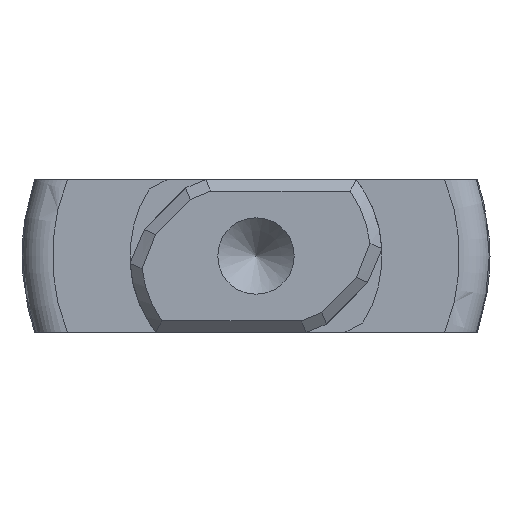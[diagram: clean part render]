
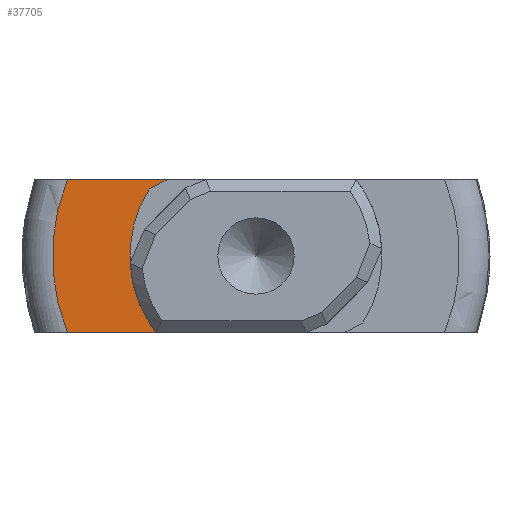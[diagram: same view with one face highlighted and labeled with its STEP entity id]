
A CAD part, left-side view. The second image highlights one B-rep face of the part: STEP entity #37705.
In plain terms, the highlighted planar face has unit normal (-1, 0, 0).
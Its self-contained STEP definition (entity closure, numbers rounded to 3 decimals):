
#722 = PLANE('',#723);
#723 = AXIS2_PLACEMENT_3D('',#724,#725,#726);
#724 = CARTESIAN_POINT('',(-6.25,-6.25,2.));
#725 = DIRECTION('',(0.,0.,1.));
#726 = DIRECTION('',(0.,1.,0.));
#16437 = VERTEX_POINT('',#16438);
#16438 = CARTESIAN_POINT('',(0.,4.94,2.));
#16472 = TOROIDAL_SURFACE('',#16473,5.329,0.8);
#16473 = AXIS2_PLACEMENT_3D('',#16474,#16475,#16476);
#16474 = CARTESIAN_POINT('',(0.8,0.,0.));
#16475 = DIRECTION('',(1.,0.,0.));
#16476 = DIRECTION('',(0.,0.,-1.));
#16506 = EDGE_CURVE('',#16437,#16507,#16509,.T.);
#16507 = VERTEX_POINT('',#16508);
#16508 = CARTESIAN_POINT('',(0.,2.327,2.));
#16509 = SURFACE_CURVE('',#16510,(#16514,#16521),.PCURVE_S1.);
#16510 = LINE('',#16511,#16512);
#16511 = CARTESIAN_POINT('',(0.,5.79,2.));
#16512 = VECTOR('',#16513,1.);
#16513 = DIRECTION('',(0.,-1.,0.));
#16514 = PCURVE('',#722,#16515);
#16515 = DEFINITIONAL_REPRESENTATION('',(#16516),#16520);
#16516 = LINE('',#16517,#16518);
#16517 = CARTESIAN_POINT('',(12.04,-6.25));
#16518 = VECTOR('',#16519,1.);
#16519 = DIRECTION('',(-1.,-0.));
#16520 = ( GEOMETRIC_REPRESENTATION_CONTEXT(2) 
PARAMETRIC_REPRESENTATION_CONTEXT() REPRESENTATION_CONTEXT('2D SPACE',''
  ) );
#16521 = PCURVE('',#16522,#16527);
#16522 = PLANE('',#16523);
#16523 = AXIS2_PLACEMENT_3D('',#16524,#16525,#16526);
#16524 = CARTESIAN_POINT('',(0.,5.329,
    0.));
#16525 = DIRECTION('',(-1.,0.,0.));
#16526 = DIRECTION('',(0.,0.,1.));
#16527 = DEFINITIONAL_REPRESENTATION('',(#16528),#16532);
#16528 = LINE('',#16529,#16530);
#16529 = CARTESIAN_POINT('',(2.,0.46));
#16530 = VECTOR('',#16531,1.);
#16531 = DIRECTION('',(0.,-1.));
#16532 = ( GEOMETRIC_REPRESENTATION_CONTEXT(2) 
PARAMETRIC_REPRESENTATION_CONTEXT() REPRESENTATION_CONTEXT('2D SPACE',''
  ) );
#16550 = PLANE('',#16551);
#16551 = AXIS2_PLACEMENT_3D('',#16552,#16553,#16554);
#16552 = CARTESIAN_POINT('',(-58.625,2.561,1.878));
#16553 = DIRECTION('',(0.,0.464,0.886
    ));
#16554 = DIRECTION('',(1.,0.,0.));
#33897 = PLANE('',#33898);
#33898 = AXIS2_PLACEMENT_3D('',#33899,#33900,#33901);
#33899 = CARTESIAN_POINT('',(-6.25,6.25,-2.));
#33900 = DIRECTION('',(0.,0.,-1.));
#33901 = DIRECTION('',(0.,-1.,0.));
#35986 = PLANE('',#35987);
#35987 = AXIS2_PLACEMENT_3D('',#35988,#35989,#35990);
#35988 = CARTESIAN_POINT('',(-58.625,2.561,-1.878));
#35989 = DIRECTION('',(0.,0.464,
    -0.886));
#35990 = DIRECTION('',(-1.,0.,0.));
#36006 = VERTEX_POINT('',#36007);
#36007 = CARTESIAN_POINT('',(0.,2.795,
    -1.755));
#36021 = CYLINDRICAL_SURFACE('',#36022,3.3);
#36022 = AXIS2_PLACEMENT_3D('',#36023,#36024,#36025);
#36023 = CARTESIAN_POINT('',(-58.625,0.,
    0.));
#36024 = DIRECTION('',(1.,0.,0.));
#36025 = DIRECTION('',(0.,1.,0.));
#36033 = EDGE_CURVE('',#36034,#36006,#36036,.T.);
#36034 = VERTEX_POINT('',#36035);
#36035 = CARTESIAN_POINT('',(0.,2.327,-2.));
#36036 = SURFACE_CURVE('',#36037,(#36041,#36048),.PCURVE_S1.);
#36037 = LINE('',#36038,#36039);
#36038 = CARTESIAN_POINT('',(0.,4.033,-1.107));
#36039 = VECTOR('',#36040,1.);
#36040 = DIRECTION('',(0.,0.886,0.464
    ));
#36041 = PCURVE('',#35986,#36042);
#36042 = DEFINITIONAL_REPRESENTATION('',(#36043),#36047);
#36043 = LINE('',#36044,#36045);
#36044 = CARTESIAN_POINT('',(-58.625,1.662));
#36045 = VECTOR('',#36046,1.);
#36046 = DIRECTION('',(0.,1.));
#36047 = ( GEOMETRIC_REPRESENTATION_CONTEXT(2) 
PARAMETRIC_REPRESENTATION_CONTEXT() REPRESENTATION_CONTEXT('2D SPACE',''
  ) );
#36048 = PCURVE('',#16522,#36049);
#36049 = DEFINITIONAL_REPRESENTATION('',(#36050),#36054);
#36050 = LINE('',#36051,#36052);
#36051 = CARTESIAN_POINT('',(-1.107,-1.296));
#36052 = VECTOR('',#36053,1.);
#36053 = DIRECTION('',(0.464,0.886));
#36054 = ( GEOMETRIC_REPRESENTATION_CONTEXT(2) 
PARAMETRIC_REPRESENTATION_CONTEXT() REPRESENTATION_CONTEXT('2D SPACE',''
  ) );
#36542 = EDGE_CURVE('',#36034,#36543,#36545,.T.);
#36543 = VERTEX_POINT('',#36544);
#36544 = CARTESIAN_POINT('',(0.,4.94,-2.));
#36545 = SURFACE_CURVE('',#36546,(#36550,#36557),.PCURVE_S1.);
#36546 = LINE('',#36547,#36548);
#36547 = CARTESIAN_POINT('',(0.,-0.46,-2.));
#36548 = VECTOR('',#36549,1.);
#36549 = DIRECTION('',(0.,1.,0.));
#36550 = PCURVE('',#33897,#36551);
#36551 = DEFINITIONAL_REPRESENTATION('',(#36552),#36556);
#36552 = LINE('',#36553,#36554);
#36553 = CARTESIAN_POINT('',(6.71,-6.25));
#36554 = VECTOR('',#36555,1.);
#36555 = DIRECTION('',(-1.,-0.));
#36556 = ( GEOMETRIC_REPRESENTATION_CONTEXT(2) 
PARAMETRIC_REPRESENTATION_CONTEXT() REPRESENTATION_CONTEXT('2D SPACE',''
  ) );
#36557 = PCURVE('',#16522,#36558);
#36558 = DEFINITIONAL_REPRESENTATION('',(#36559),#36563);
#36559 = LINE('',#36560,#36561);
#36560 = CARTESIAN_POINT('',(-2.,-5.79));
#36561 = VECTOR('',#36562,1.);
#36562 = DIRECTION('',(0.,1.));
#36563 = ( GEOMETRIC_REPRESENTATION_CONTEXT(2) 
PARAMETRIC_REPRESENTATION_CONTEXT() REPRESENTATION_CONTEXT('2D SPACE',''
  ) );
#37186 = EDGE_CURVE('',#37187,#16507,#37189,.T.);
#37187 = VERTEX_POINT('',#37188);
#37188 = CARTESIAN_POINT('',(0.,2.795,
    1.755));
#37189 = SURFACE_CURVE('',#37190,(#37194,#37201),.PCURVE_S1.);
#37190 = LINE('',#37191,#37192);
#37191 = CARTESIAN_POINT('',(0.,4.033,1.107));
#37192 = VECTOR('',#37193,1.);
#37193 = DIRECTION('',(0.,-0.886,
    0.464));
#37194 = PCURVE('',#16550,#37195);
#37195 = DEFINITIONAL_REPRESENTATION('',(#37196),#37200);
#37196 = LINE('',#37197,#37198);
#37197 = CARTESIAN_POINT('',(58.625,1.662));
#37198 = VECTOR('',#37199,1.);
#37199 = DIRECTION('',(0.,-1.));
#37200 = ( GEOMETRIC_REPRESENTATION_CONTEXT(2) 
PARAMETRIC_REPRESENTATION_CONTEXT() REPRESENTATION_CONTEXT('2D SPACE',''
  ) );
#37201 = PCURVE('',#16522,#37202);
#37202 = DEFINITIONAL_REPRESENTATION('',(#37203),#37207);
#37203 = LINE('',#37204,#37205);
#37204 = CARTESIAN_POINT('',(1.107,-1.296));
#37205 = VECTOR('',#37206,1.);
#37206 = DIRECTION('',(0.464,-0.886));
#37207 = ( GEOMETRIC_REPRESENTATION_CONTEXT(2) 
PARAMETRIC_REPRESENTATION_CONTEXT() REPRESENTATION_CONTEXT('2D SPACE',''
  ) );
#37236 = EDGE_CURVE('',#36006,#37187,#37237,.T.);
#37237 = SURFACE_CURVE('',#37238,(#37243,#37250),.PCURVE_S1.);
#37238 = CIRCLE('',#37239,3.3);
#37239 = AXIS2_PLACEMENT_3D('',#37240,#37241,#37242);
#37240 = CARTESIAN_POINT('',(0.,0.,
    0.));
#37241 = DIRECTION('',(1.,0.,0.));
#37242 = DIRECTION('',(0.,0.,1.));
#37243 = PCURVE('',#36021,#37244);
#37244 = DEFINITIONAL_REPRESENTATION('',(#37245),#37249);
#37245 = LINE('',#37246,#37247);
#37246 = CARTESIAN_POINT('',(1.571,58.625));
#37247 = VECTOR('',#37248,1.);
#37248 = DIRECTION('',(1.,0.));
#37249 = ( GEOMETRIC_REPRESENTATION_CONTEXT(2) 
PARAMETRIC_REPRESENTATION_CONTEXT() REPRESENTATION_CONTEXT('2D SPACE',''
  ) );
#37250 = PCURVE('',#16522,#37251);
#37251 = DEFINITIONAL_REPRESENTATION('',(#37252),#37260);
#37252 = ( BOUNDED_CURVE() B_SPLINE_CURVE(2,(#37253,#37254,#37255,#37256
    ,#37257,#37258,#37259),.UNSPECIFIED.,.T.,.F.) 
B_SPLINE_CURVE_WITH_KNOTS((1,2,2,2,2,1),(-2.094,0.,
    2.094,4.189,6.283,8.378),
.UNSPECIFIED.) CURVE() GEOMETRIC_REPRESENTATION_ITEM() 
RATIONAL_B_SPLINE_CURVE((1.,0.5,1.,0.5,1.,0.5,1.)) REPRESENTATION_ITEM(
  '') );
#37253 = CARTESIAN_POINT('',(3.3,-5.329));
#37254 = CARTESIAN_POINT('',(3.3,-11.045));
#37255 = CARTESIAN_POINT('',(-1.65,-8.187));
#37256 = CARTESIAN_POINT('',(-6.6,-5.329));
#37257 = CARTESIAN_POINT('',(-1.65,-2.471));
#37258 = CARTESIAN_POINT('',(3.3,0.387));
#37259 = CARTESIAN_POINT('',(3.3,-5.329));
#37260 = ( GEOMETRIC_REPRESENTATION_CONTEXT(2) 
PARAMETRIC_REPRESENTATION_CONTEXT() REPRESENTATION_CONTEXT('2D SPACE',''
  ) );
#37705 = ADVANCED_FACE('',(#37706),#16522,.T.);
#37706 = FACE_BOUND('',#37707,.T.);
#37707 = EDGE_LOOP('',(#37708,#37709,#37710,#37711,#37737,#37738));
#37708 = ORIENTED_EDGE('',*,*,#37236,.T.);
#37709 = ORIENTED_EDGE('',*,*,#37186,.T.);
#37710 = ORIENTED_EDGE('',*,*,#16506,.F.);
#37711 = ORIENTED_EDGE('',*,*,#37712,.F.);
#37712 = EDGE_CURVE('',#36543,#16437,#37713,.T.);
#37713 = SURFACE_CURVE('',#37714,(#37719,#37730),.PCURVE_S1.);
#37714 = CIRCLE('',#37715,5.329);
#37715 = AXIS2_PLACEMENT_3D('',#37716,#37717,#37718);
#37716 = CARTESIAN_POINT('',(0.,0.,0.)
  );
#37717 = DIRECTION('',(1.,0.,0.));
#37718 = DIRECTION('',(0.,0.,1.));
#37719 = PCURVE('',#16522,#37720);
#37720 = DEFINITIONAL_REPRESENTATION('',(#37721),#37729);
#37721 = ( BOUNDED_CURVE() B_SPLINE_CURVE(2,(#37722,#37723,#37724,#37725
    ,#37726,#37727,#37728),.UNSPECIFIED.,.T.,.F.) 
B_SPLINE_CURVE_WITH_KNOTS((1,2,2,2,2,1),(-2.094,0.,
    2.094,4.189,6.283,8.378),
.UNSPECIFIED.) CURVE() GEOMETRIC_REPRESENTATION_ITEM() 
RATIONAL_B_SPLINE_CURVE((1.,0.5,1.,0.5,1.,0.5,1.)) REPRESENTATION_ITEM(
  '') );
#37722 = CARTESIAN_POINT('',(5.329,-5.329));
#37723 = CARTESIAN_POINT('',(5.329,-14.56));
#37724 = CARTESIAN_POINT('',(-2.665,-9.945));
#37725 = CARTESIAN_POINT('',(-10.659,-5.329));
#37726 = CARTESIAN_POINT('',(-2.665,-0.714));
#37727 = CARTESIAN_POINT('',(5.329,3.901));
#37728 = CARTESIAN_POINT('',(5.329,-5.329));
#37729 = ( GEOMETRIC_REPRESENTATION_CONTEXT(2) 
PARAMETRIC_REPRESENTATION_CONTEXT() REPRESENTATION_CONTEXT('2D SPACE',''
  ) );
#37730 = PCURVE('',#16472,#37731);
#37731 = DEFINITIONAL_REPRESENTATION('',(#37732),#37736);
#37732 = LINE('',#37733,#37734);
#37733 = CARTESIAN_POINT('',(-3.142,4.712));
#37734 = VECTOR('',#37735,1.);
#37735 = DIRECTION('',(1.,0.));
#37736 = ( GEOMETRIC_REPRESENTATION_CONTEXT(2) 
PARAMETRIC_REPRESENTATION_CONTEXT() REPRESENTATION_CONTEXT('2D SPACE',''
  ) );
#37737 = ORIENTED_EDGE('',*,*,#36542,.F.);
#37738 = ORIENTED_EDGE('',*,*,#36033,.T.);
